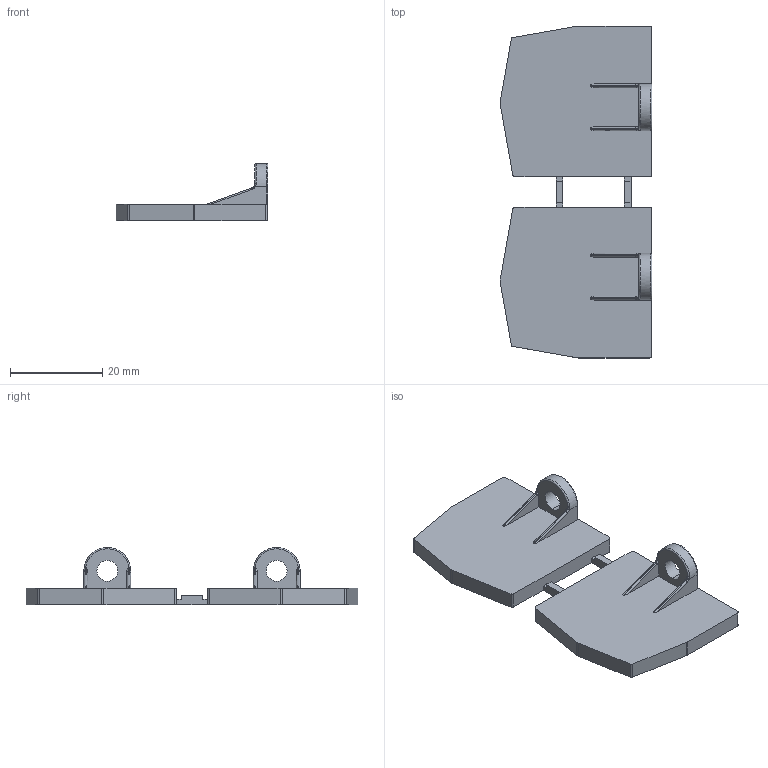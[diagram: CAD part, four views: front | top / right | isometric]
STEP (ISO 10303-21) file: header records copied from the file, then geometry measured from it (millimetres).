
FILE_DESCRIPTION((''),'2;1');
FILE_NAME('SDK10_FP-SET_3D_STEP','2016-06-29T',('Frank Ludolph'),(''),'CREO PARAMETRIC BY PTC INC, 2015290','CREO PARAMETRIC BY PTC INC, 2015290','');
FILE_SCHEMA(('CONFIG_CONTROL_DESIGN'));
Length unit declared in the file: millimetre
Products named in the file (1): SDK10_FP-SET_3D_STEP
Bounding box: 32.86 x 71.9 x 12.35 mm (x, y, z)
Volume: 7496.8 mm3; surface area: 5508.4 mm2
Topology: 1 solids, 1 shells, 93 faces, 256 edges, 164 vertices
Faces by surface type: plane 43, cylinder 34, torus 12, bspline 4
Entity records: 3130 total; most frequent: CARTESIAN_POINT 699, ORIENTED_EDGE 512, DIRECTION 494, EDGE_CURVE 256, AXIS2_PLACEMENT_3D 169, VERTEX_POINT 164, VECTOR 156, LINE 156
